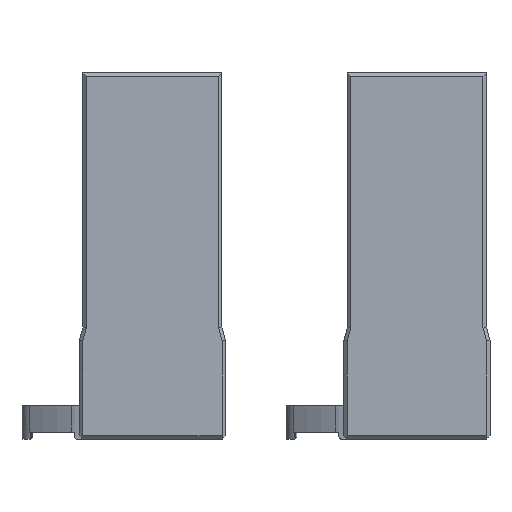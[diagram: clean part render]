
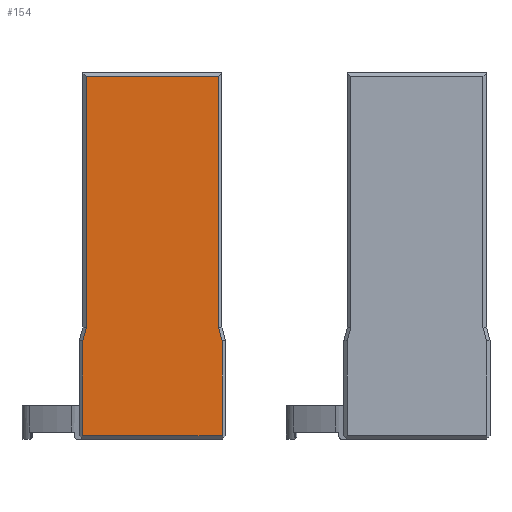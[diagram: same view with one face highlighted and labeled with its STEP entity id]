
A CAD part, front view. The second image highlights one B-rep face of the part: STEP entity #154.
In plain terms, the highlighted planar face has unit normal (0, -1, 0).
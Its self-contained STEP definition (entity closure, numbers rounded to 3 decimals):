
#83=CARTESIAN_POINT('',(80.99,132.661,17.883));
#84=DIRECTION('',(-0.,1.,0.));
#85=DIRECTION('',(-1.,-0.,-0.));
#86=AXIS2_PLACEMENT_3D('',#83,#84,#85);
#87=PLANE('',#86);
#88=CARTESIAN_POINT('',(90.481,132.661,19.568));
#89=VERTEX_POINT('',#88);
#90=CARTESIAN_POINT('',(90.481,132.661,55.633));
#91=VERTEX_POINT('',#90);
#92=CARTESIAN_POINT('',(90.481,132.661,19.568));
#93=DIRECTION('',(-0.,-0.,1.));
#94=VECTOR('',#93,36.066);
#95=LINE('',#92,#94);
#96=EDGE_CURVE('',#89,#91,#95,.T.);
#97=ORIENTED_EDGE('',*,*,#96,.T.);
#98=CARTESIAN_POINT('',(71.499,132.661,55.633));
#99=VERTEX_POINT('',#98);
#100=CARTESIAN_POINT('',(90.481,132.661,55.633));
#101=DIRECTION('',(-1.,-0.,-0.));
#102=VECTOR('',#101,18.982);
#103=LINE('',#100,#102);
#104=EDGE_CURVE('',#91,#99,#103,.T.);
#105=ORIENTED_EDGE('',*,*,#104,.T.);
#106=CARTESIAN_POINT('',(71.499,132.661,19.568));
#107=VERTEX_POINT('',#106);
#108=CARTESIAN_POINT('',(71.499,132.661,55.633));
#109=DIRECTION('',(0.,0.,-1.));
#110=VECTOR('',#109,36.066);
#111=LINE('',#108,#110);
#112=EDGE_CURVE('',#99,#107,#111,.T.);
#113=ORIENTED_EDGE('',*,*,#112,.T.);
#114=CARTESIAN_POINT('',(70.99,132.661,17.668));
#115=VERTEX_POINT('',#114);
#116=CARTESIAN_POINT('',(71.499,132.661,19.568));
#117=DIRECTION('',(-0.259,0.,-0.966));
#118=VECTOR('',#117,1.967);
#119=LINE('',#116,#118);
#120=EDGE_CURVE('',#107,#115,#119,.T.);
#121=ORIENTED_EDGE('',*,*,#120,.T.);
#122=CARTESIAN_POINT('',(70.99,132.661,4.033));
#123=VERTEX_POINT('',#122);
#124=CARTESIAN_POINT('',(70.99,132.661,17.668));
#125=DIRECTION('',(0.,0.,-1.));
#126=VECTOR('',#125,13.634);
#127=LINE('',#124,#126);
#128=EDGE_CURVE('',#115,#123,#127,.T.);
#129=ORIENTED_EDGE('',*,*,#128,.T.);
#130=CARTESIAN_POINT('',(90.99,132.661,4.033));
#131=VERTEX_POINT('',#130);
#132=CARTESIAN_POINT('',(70.99,132.661,4.033));
#133=DIRECTION('',(1.,0.,0.));
#134=VECTOR('',#133,20.);
#135=LINE('',#132,#134);
#136=EDGE_CURVE('',#123,#131,#135,.T.);
#137=ORIENTED_EDGE('',*,*,#136,.T.);
#138=CARTESIAN_POINT('',(90.99,132.661,17.668));
#139=VERTEX_POINT('',#138);
#140=CARTESIAN_POINT('',(90.99,132.661,4.033));
#141=DIRECTION('',(-0.,-0.,1.));
#142=VECTOR('',#141,13.634);
#143=LINE('',#140,#142);
#144=EDGE_CURVE('',#131,#139,#143,.T.);
#145=ORIENTED_EDGE('',*,*,#144,.T.);
#146=CARTESIAN_POINT('',(90.99,132.661,17.668));
#147=DIRECTION('',(-0.259,-0.,0.966));
#148=VECTOR('',#147,1.967);
#149=LINE('',#146,#148);
#150=EDGE_CURVE('',#139,#89,#149,.T.);
#151=ORIENTED_EDGE('',*,*,#150,.T.);
#152=EDGE_LOOP('',(#97,#105,#113,#121,#129,#137,#145,#151));
#153=FACE_BOUND('',#152,.T.);
#154=ADVANCED_FACE('',(#153),#87,.F.);
